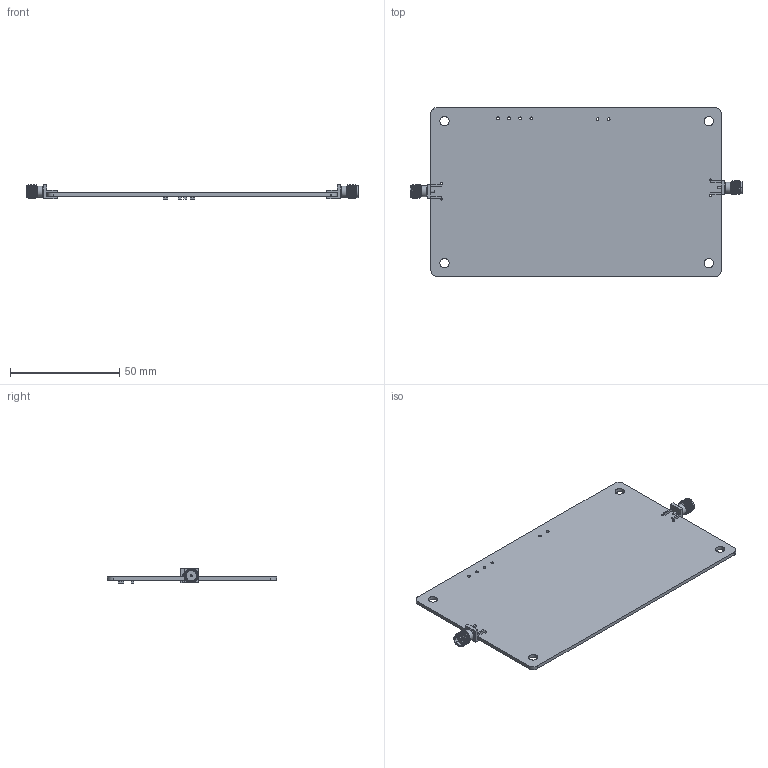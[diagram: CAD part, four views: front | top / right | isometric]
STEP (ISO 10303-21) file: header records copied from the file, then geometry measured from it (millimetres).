
FILE_DESCRIPTION(('KiCad electronic assembly'),'2;1');
FILE_NAME('RFS_PCB_Rev1-3.step','2025-05-05T19:33:21',('Pcbnew'),( 'Kicad'),'Open CASCADE STEP processor 7.8','KiCad to STEP converter' ,'Unknown');
FILE_SCHEMA(('AUTOMOTIVE_DESIGN { 1 0 10303 214 1 1 1 1 }'));
Length unit declared in the file: millimetre
Products named in the file (6): RFS_PCB_Rev1-3 1; 142-0711-821; 1; C_0805_2012Metric; RFS_PCB_Rev1-3_PCB
Assembly tree (9 placements, depth 3):
  RFS_PCB_Rev1-3 1
    142-0711-821  x2
      1
    C_0805_2012Metric  x4
      C_0805_2012Metric
    RFS_PCB_Rev1-3_PCB
Bounding box: 151.98 x 77.5 x 6.62 mm (x, y, z)
Volume: 16838.1 mm3; surface area: 22148.4 mm2
Topology: 7 solids, 7 shells, 228 faces, 590 edges, 392 vertices
Faces by surface type: plane 130, cylinder 78, cone 14, bspline 6
Full cylindrical faces by diameter (mm): 0.762 x2, 0.991 x2, 1 x4, 1.295 x2, 1.3 x4, 4.3 x4, 4.674 x2, 5.08 x2, 5.385 x2
Entity records: 4905 total; most frequent: CARTESIAN_POINT 1725, DIRECTION 532, ORIENTED_EDGE 522, EDGE_CURVE 261, AXIS2_PLACEMENT_3D 188, VERTEX_POINT 174, LINE 156, VECTOR 156
